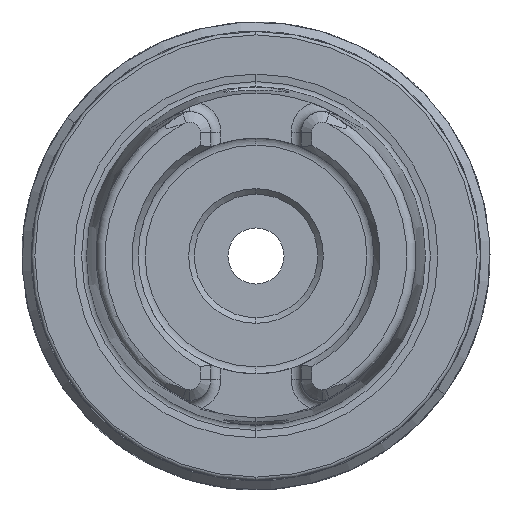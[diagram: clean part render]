
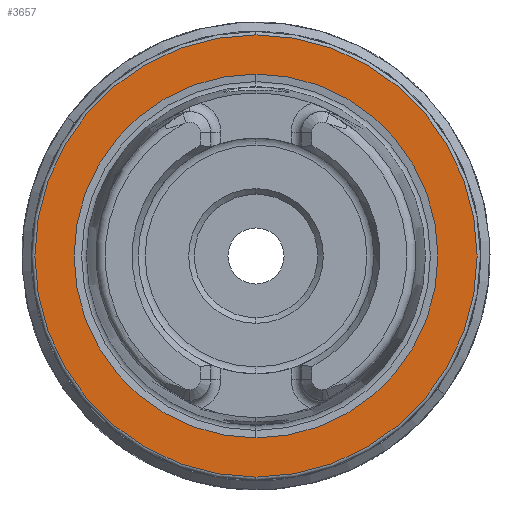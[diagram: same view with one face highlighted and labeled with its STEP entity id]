
A CAD part, left-side view. The second image highlights one B-rep face of the part: STEP entity #3657.
In plain terms, the highlighted planar face has unit normal (-1, 0, 0).
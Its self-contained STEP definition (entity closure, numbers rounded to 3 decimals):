
#253 = DIRECTION ( 'NONE',  ( -1., 0., 0. ) ) ;
#265 = DIRECTION ( 'NONE',  ( 0., 0., -1. ) ) ;
#606 = EDGE_CURVE ( 'NONE', #890, #6967, #2050, .T. ) ;
#792 = DIRECTION ( 'NONE',  ( -1., 0., 0. ) ) ;
#890 = VERTEX_POINT ( 'NONE', #2002 ) ;
#969 = DIRECTION ( 'NONE',  ( -1., 0., 0. ) ) ;
#1111 = FACE_BOUND ( 'NONE', #9300, .T. ) ;
#1471 = ORIENTED_EDGE ( 'NONE', *, *, #10995, .T. ) ;
#2002 = CARTESIAN_POINT ( 'NONE',  ( 0., 0., 19.7 ) ) ;
#2050 = CIRCLE ( 'NONE', #6472, 19.7 ) ;
#2407 = AXIS2_PLACEMENT_3D ( 'NONE', #6097, #792, #6959 ) ;
#2950 = ORIENTED_EDGE ( 'NONE', *, *, #7458, .F. ) ;
#3657 = ADVANCED_FACE ( 'NONE', ( #1111, #6098 ), #9956, .F. ) ;
#4715 = DIRECTION ( 'NONE',  ( 0., 0., 1. ) ) ;
#4724 = DIRECTION ( 'NONE',  ( -1., 0., 0. ) ) ;
#5032 = CARTESIAN_POINT ( 'NONE',  ( 0., 0., 0. ) ) ;
#5165 = AXIS2_PLACEMENT_3D ( 'NONE', #5565, #253, #6459 ) ;
#5565 = CARTESIAN_POINT ( 'NONE',  ( 0., 0., 0. ) ) ;
#5581 = DIRECTION ( 'NONE',  ( 1., 0., 0. ) ) ;
#5773 = VERTEX_POINT ( 'NONE', #11361 ) ;
#6097 = CARTESIAN_POINT ( 'NONE',  ( 0., 0., 0. ) ) ;
#6098 = FACE_OUTER_BOUND ( 'NONE', #8310, .T. ) ;
#6268 = CARTESIAN_POINT ( 'NONE',  ( 0., 0., 0. ) ) ;
#6337 = CARTESIAN_POINT ( 'NONE',  ( 0., 0., -19.7 ) ) ;
#6400 = CARTESIAN_POINT ( 'NONE',  ( 0., 19.7, 0. ) ) ;
#6459 = DIRECTION ( 'NONE',  ( 0., 0., 1. ) ) ;
#6472 = AXIS2_PLACEMENT_3D ( 'NONE', #5032, #4724, #4715 ) ;
#6623 = CARTESIAN_POINT ( 'NONE',  ( 0., 0., 16.207 ) ) ;
#6959 = DIRECTION ( 'NONE',  ( 0., 0., 1. ) ) ;
#6967 = VERTEX_POINT ( 'NONE', #6337 ) ;
#7131 = DIRECTION ( 'NONE',  ( 0., 0., 1. ) ) ;
#7136 = CIRCLE ( 'NONE', #11347, 19.7 ) ;
#7342 = ORIENTED_EDGE ( 'NONE', *, *, #606, .T. ) ;
#7458 = EDGE_CURVE ( 'NONE', #7891, #5773, #11423, .T. ) ;
#7891 = VERTEX_POINT ( 'NONE', #6623 ) ;
#8310 = EDGE_LOOP ( 'NONE', ( #7342, #1471 ) ) ;
#8402 = EDGE_CURVE ( 'NONE', #5773, #7891, #9363, .T. ) ;
#9300 = EDGE_LOOP ( 'NONE', ( #2950, #9968 ) ) ;
#9363 = CIRCLE ( 'NONE', #5165, 16.207 ) ;
#9956 = PLANE ( 'NONE',  #11042 ) ;
#9968 = ORIENTED_EDGE ( 'NONE', *, *, #8402, .F. ) ;
#10995 = EDGE_CURVE ( 'NONE', #6967, #890, #7136, .T. ) ;
#11042 = AXIS2_PLACEMENT_3D ( 'NONE', #6400, #5581, #265 ) ;
#11347 = AXIS2_PLACEMENT_3D ( 'NONE', #6268, #969, #7131 ) ;
#11361 = CARTESIAN_POINT ( 'NONE',  ( 0., 0., -16.207 ) ) ;
#11423 = CIRCLE ( 'NONE', #2407, 16.207 ) ;
